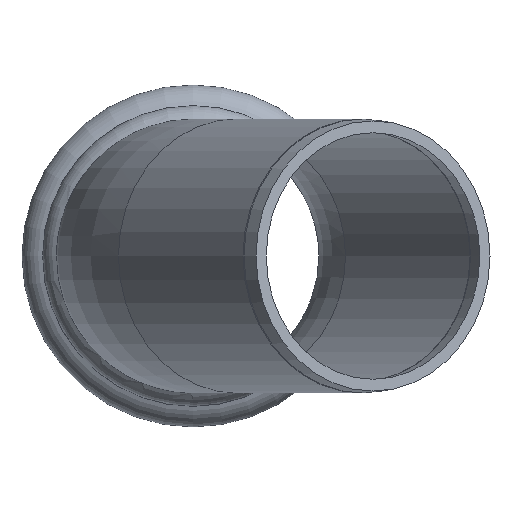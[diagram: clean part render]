
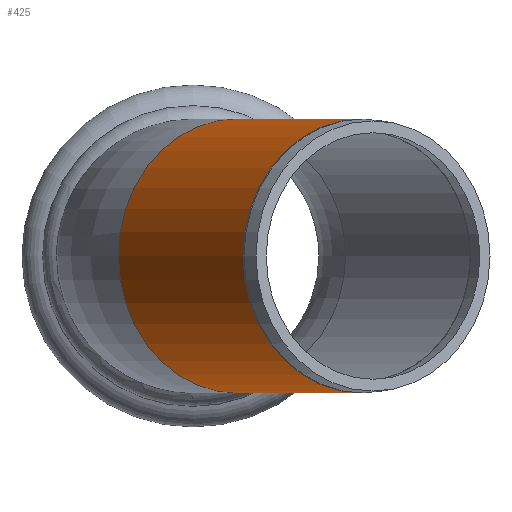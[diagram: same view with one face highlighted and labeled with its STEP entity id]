
A CAD part, left-side view. The second image highlights one B-rep face of the part: STEP entity #425.
In plain terms, the highlighted cylindrical face has radius 17.5 mm (diameter 35 mm), a full revolution.
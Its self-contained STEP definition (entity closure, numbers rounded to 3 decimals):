
#31=LINE('',#782,#40);
#40=VECTOR('',#639,17.5);
#47=CYLINDRICAL_SURFACE('',#503,17.5);
#60=FACE_OUTER_BOUND('',#80,.T.);
#80=EDGE_LOOP('',(#338,#339,#340,#341,#342,#343,#344));
#124=CIRCLE('',#499,17.5);
#125=CIRCLE('',#500,17.5);
#126=CIRCLE('',#501,17.5);
#128=CIRCLE('',#504,17.5);
#129=CIRCLE('',#505,17.5);
#176=VERTEX_POINT('',#770);
#177=VERTEX_POINT('',#771);
#178=VERTEX_POINT('',#773);
#179=VERTEX_POINT('',#778);
#180=VERTEX_POINT('',#779);
#236=EDGE_CURVE('',#176,#177,#124,.T.);
#237=EDGE_CURVE('',#178,#176,#125,.T.);
#238=EDGE_CURVE('',#177,#178,#126,.T.);
#240=EDGE_CURVE('',#179,#180,#128,.T.);
#241=EDGE_CURVE('',#180,#179,#129,.T.);
#242=EDGE_CURVE('',#180,#178,#31,.T.);
#338=ORIENTED_EDGE('',*,*,#240,.F.);
#339=ORIENTED_EDGE('',*,*,#241,.F.);
#340=ORIENTED_EDGE('',*,*,#242,.T.);
#341=ORIENTED_EDGE('',*,*,#237,.T.);
#342=ORIENTED_EDGE('',*,*,#236,.T.);
#343=ORIENTED_EDGE('',*,*,#238,.T.);
#344=ORIENTED_EDGE('',*,*,#242,.F.);
#425=ADVANCED_FACE('',(#60),#47,.T.);
#499=AXIS2_PLACEMENT_3D('',#772,#625,#626);
#500=AXIS2_PLACEMENT_3D('',#774,#627,#628);
#501=AXIS2_PLACEMENT_3D('',#775,#629,#630);
#503=AXIS2_PLACEMENT_3D('',#777,#633,#634);
#504=AXIS2_PLACEMENT_3D('',#780,#635,#636);
#505=AXIS2_PLACEMENT_3D('',#781,#637,#638);
#625=DIRECTION('center_axis',(0.866,0.5,0.));
#626=DIRECTION('ref_axis',(-0.5,0.866,0.));
#627=DIRECTION('center_axis',(0.866,0.5,0.));
#628=DIRECTION('ref_axis',(-0.5,0.866,0.));
#629=DIRECTION('center_axis',(0.866,0.5,0.));
#630=DIRECTION('ref_axis',(-0.5,0.866,0.));
#633=DIRECTION('center_axis',(0.866,0.5,0.));
#634=DIRECTION('ref_axis',(-0.5,0.866,0.));
#635=DIRECTION('center_axis',(0.866,0.5,0.));
#636=DIRECTION('ref_axis',(0.,0.,-1.));
#637=DIRECTION('center_axis',(0.866,0.5,0.));
#638=DIRECTION('ref_axis',(0.,0.,-1.));
#639=DIRECTION('',(-0.866,-0.5,0.));
#770=CARTESIAN_POINT('',(-83.306,-6.383,0.));
#771=CARTESIAN_POINT('',(-74.556,-21.538,17.5));
#772=CARTESIAN_POINT('Origin',(-74.556,-21.538,0.));
#773=CARTESIAN_POINT('',(-65.806,-36.694,0.));
#774=CARTESIAN_POINT('Origin',(-74.556,-21.538,0.));
#775=CARTESIAN_POINT('Origin',(-74.556,-21.538,0.));
#777=CARTESIAN_POINT('Origin',(-60.776,-13.583,0.));
#778=CARTESIAN_POINT('',(-46.996,-5.627,-17.5));
#779=CARTESIAN_POINT('',(-38.246,-20.782,0.));
#780=CARTESIAN_POINT('Origin',(-46.996,-5.627,0.));
#781=CARTESIAN_POINT('Origin',(-46.996,-5.627,0.));
#782=CARTESIAN_POINT('',(-52.026,-28.738,0.));
